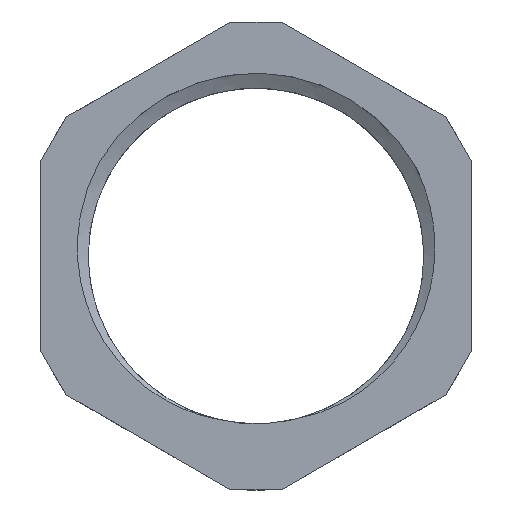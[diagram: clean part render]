
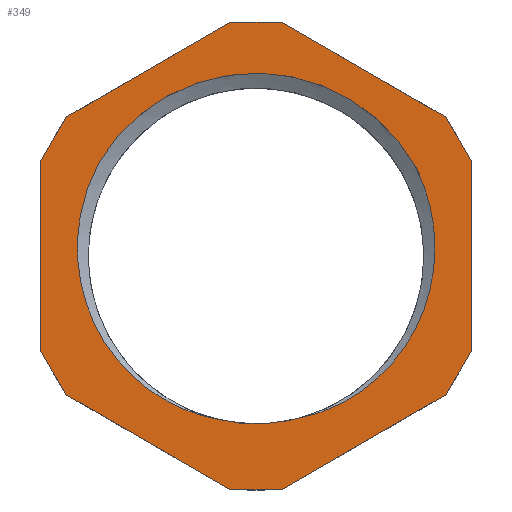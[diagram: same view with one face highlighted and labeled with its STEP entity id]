
A CAD part, top view. The second image highlights one B-rep face of the part: STEP entity #349.
In plain terms, the highlighted planar face has unit normal (0, 0, 1).
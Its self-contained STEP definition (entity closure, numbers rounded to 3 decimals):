
#17=FACE_BOUND('',#140,.T.);
#25=LINE('',#946,#49);
#28=LINE('',#956,#52);
#30=LINE('',#962,#54);
#32=LINE('',#970,#56);
#34=LINE('',#976,#58);
#36=LINE('',#984,#60);
#38=LINE('',#990,#62);
#40=LINE('',#999,#64);
#43=LINE('',#1008,#67);
#44=LINE('',#1013,#68);
#47=LINE('',#1022,#71);
#48=LINE('',#1025,#72);
#49=VECTOR('',#402,10.);
#52=VECTOR('',#407,10.);
#54=VECTOR('',#413,10.);
#56=VECTOR('',#417,10.);
#58=VECTOR('',#423,10.);
#60=VECTOR('',#427,10.);
#62=VECTOR('',#433,10.);
#64=VECTOR('',#437,10.);
#67=VECTOR('',#442,10.);
#68=VECTOR('',#447,10.);
#71=VECTOR('',#452,10.);
#72=VECTOR('',#457,10.);
#86=PLANE('',#385);
#88=CIRCLE('',#360,8.585);
#89=CIRCLE('',#362,9.346);
#118=FACE_OUTER_BOUND('',#139,.T.);
#139=EDGE_LOOP('',(#313,#314,#315,#316,#317,#318,#319,#320,#321,#322,#323,
#324));
#140=EDGE_LOOP('',(#325,#326,#327,#328));
#143=B_SPLINE_CURVE_WITH_KNOTS('',3,(#638,#639,#640,#641,#642,#643,#644,
#645,#646,#647,#648,#649,#650),.UNSPECIFIED.,.F.,.F.,(4,3,3,3,4),(-1.679,
-1.352,-0.911,-0.46,0.),
 .UNSPECIFIED.);
#148=B_SPLINE_CURVE_WITH_KNOTS('',3,(#927,#928,#929,#930,#931,#932,#933,
#934,#935,#936,#937,#938,#939),.UNSPECIFIED.,.F.,.F.,(4,3,3,3,4),(-1.676,
-1.327,-0.875,-0.432,0.),
 .UNSPECIFIED.);
#151=VERTEX_POINT('',#608);
#152=VERTEX_POINT('',#637);
#154=VERTEX_POINT('',#682);
#156=VERTEX_POINT('',#850);
#157=VERTEX_POINT('',#944);
#158=VERTEX_POINT('',#945);
#161=VERTEX_POINT('',#955);
#163=VERTEX_POINT('',#961);
#165=VERTEX_POINT('',#969);
#167=VERTEX_POINT('',#975);
#169=VERTEX_POINT('',#983);
#171=VERTEX_POINT('',#989);
#173=VERTEX_POINT('',#997);
#174=VERTEX_POINT('',#998);
#177=VERTEX_POINT('',#1011);
#178=VERTEX_POINT('',#1012);
#184=EDGE_CURVE('',#151,#152,#143,.T.);
#188=EDGE_CURVE('',#154,#151,#88,.T.);
#191=EDGE_CURVE('',#156,#154,#148,.T.);
#192=EDGE_CURVE('',#156,#152,#89,.T.);
#194=EDGE_CURVE('',#157,#158,#25,.T.);
#198=EDGE_CURVE('',#158,#161,#28,.T.);
#201=EDGE_CURVE('',#161,#163,#30,.T.);
#204=EDGE_CURVE('',#163,#165,#32,.T.);
#207=EDGE_CURVE('',#165,#167,#34,.T.);
#210=EDGE_CURVE('',#167,#169,#36,.T.);
#213=EDGE_CURVE('',#169,#171,#38,.T.);
#216=EDGE_CURVE('',#173,#174,#40,.T.);
#220=EDGE_CURVE('',#174,#157,#43,.T.);
#222=EDGE_CURVE('',#177,#178,#44,.T.);
#226=EDGE_CURVE('',#171,#177,#47,.T.);
#228=EDGE_CURVE('',#178,#173,#48,.T.);
#313=ORIENTED_EDGE('',*,*,#226,.T.);
#314=ORIENTED_EDGE('',*,*,#222,.T.);
#315=ORIENTED_EDGE('',*,*,#228,.T.);
#316=ORIENTED_EDGE('',*,*,#216,.T.);
#317=ORIENTED_EDGE('',*,*,#220,.T.);
#318=ORIENTED_EDGE('',*,*,#194,.T.);
#319=ORIENTED_EDGE('',*,*,#198,.T.);
#320=ORIENTED_EDGE('',*,*,#201,.T.);
#321=ORIENTED_EDGE('',*,*,#204,.T.);
#322=ORIENTED_EDGE('',*,*,#207,.T.);
#323=ORIENTED_EDGE('',*,*,#210,.T.);
#324=ORIENTED_EDGE('',*,*,#213,.T.);
#325=ORIENTED_EDGE('',*,*,#192,.T.);
#326=ORIENTED_EDGE('',*,*,#184,.F.);
#327=ORIENTED_EDGE('',*,*,#188,.F.);
#328=ORIENTED_EDGE('',*,*,#191,.F.);
#349=ADVANCED_FACE('',(#118,#17),#86,.T.);
#360=AXIS2_PLACEMENT_3D('',#711,#392,#393);
#362=AXIS2_PLACEMENT_3D('',#941,#396,#397);
#385=AXIS2_PLACEMENT_3D('',#1031,#466,#467);
#392=DIRECTION('center_axis',(0.,0.,1.));
#393=DIRECTION('ref_axis',(-1.,0.,0.));
#396=DIRECTION('center_axis',(0.,0.,-1.));
#397=DIRECTION('ref_axis',(-1.,0.,0.));
#402=DIRECTION('',(0.866,0.5,0.));
#407=DIRECTION('',(0.5,0.866,0.));
#413=DIRECTION('',(0.,1.,0.));
#417=DIRECTION('',(-0.5,0.866,0.));
#423=DIRECTION('',(-0.866,0.5,0.));
#427=DIRECTION('',(-1.,0.,0.));
#433=DIRECTION('',(-0.866,-0.5,0.));
#437=DIRECTION('',(0.866,-0.5,0.));
#442=DIRECTION('',(1.,0.,0.));
#447=DIRECTION('',(0.,-1.,0.));
#452=DIRECTION('',(-0.5,-0.866,0.));
#457=DIRECTION('',(0.5,-0.866,0.));
#466=DIRECTION('center_axis',(0.,0.,1.));
#467=DIRECTION('ref_axis',(1.,0.,0.));
#608=CARTESIAN_POINT('',(1.785,-8.397,2.87));
#637=CARTESIAN_POINT('',(8.19,4.502,2.87));
#638=CARTESIAN_POINT('Ctrl Pts',(1.785,-8.397,2.87));
#639=CARTESIAN_POINT('Ctrl Pts',(2.86,-8.221,2.87));
#640=CARTESIAN_POINT('Ctrl Pts',(3.896,-7.842,2.87));
#641=CARTESIAN_POINT('Ctrl Pts',(4.831,-7.283,2.87));
#642=CARTESIAN_POINT('Ctrl Pts',(6.088,-6.531,2.87));
#643=CARTESIAN_POINT('Ctrl Pts',(7.149,-5.458,2.87));
#644=CARTESIAN_POINT('Ctrl Pts',(7.893,-4.202,2.87));
#645=CARTESIAN_POINT('Ctrl Pts',(8.654,-2.917,2.87));
#646=CARTESIAN_POINT('Ctrl Pts',(9.088,-1.433,2.87));
#647=CARTESIAN_POINT('Ctrl Pts',(9.144,0.062,2.87));
#648=CARTESIAN_POINT('Ctrl Pts',(9.202,1.588,2.87));
#649=CARTESIAN_POINT('Ctrl Pts',(8.87,3.127,2.87));
#650=CARTESIAN_POINT('Ctrl Pts',(8.19,4.502,2.87));
#682=CARTESIAN_POINT('',(-2.135,-8.315,2.87));
#711=CARTESIAN_POINT('Origin',(0.,0.,2.87));
#850=CARTESIAN_POINT('',(-7.994,4.841,2.87));
#927=CARTESIAN_POINT('Ctrl Pts',(-7.994,4.842,2.87));
#928=CARTESIAN_POINT('Ctrl Pts',(-8.553,3.818,2.87));
#929=CARTESIAN_POINT('Ctrl Pts',(-8.919,2.696,2.87));
#930=CARTESIAN_POINT('Ctrl Pts',(-9.063,1.54,2.87));
#931=CARTESIAN_POINT('Ctrl Pts',(-9.25,0.045,2.87));
#932=CARTESIAN_POINT('Ctrl Pts',(-9.059,-1.495,2.87));
#933=CARTESIAN_POINT('Ctrl Pts',(-8.512,-2.893,2.87));
#934=CARTESIAN_POINT('Ctrl Pts',(-7.977,-4.261,2.87));
#935=CARTESIAN_POINT('Ctrl Pts',(-7.096,-5.499,2.87));
#936=CARTESIAN_POINT('Ctrl Pts',(-5.973,-6.447,2.87));
#937=CARTESIAN_POINT('Ctrl Pts',(-4.875,-7.373,2.87));
#938=CARTESIAN_POINT('Ctrl Pts',(-3.547,-8.024,2.87));
#939=CARTESIAN_POINT('Ctrl Pts',(-2.135,-8.315,2.87));
#941=CARTESIAN_POINT('Origin',(0.,0.,2.87));
#944=CARTESIAN_POINT('',(1.282,-11.961,2.87));
#945=CARTESIAN_POINT('',(9.718,-7.091,2.87));
#946=CARTESIAN_POINT('',(10.203,-6.811,2.87));
#955=CARTESIAN_POINT('',(11.,-4.87,2.87));
#956=CARTESIAN_POINT('',(10.679,-5.426,2.87));
#961=CARTESIAN_POINT('',(11.,4.87,2.87));
#962=CARTESIAN_POINT('',(11.,-0.56,2.87));
#969=CARTESIAN_POINT('',(9.718,7.091,2.87));
#970=CARTESIAN_POINT('',(12.632,2.043,2.87));
#975=CARTESIAN_POINT('',(1.282,11.961,2.87));
#976=CARTESIAN_POINT('',(8.579,7.749,2.87));
#983=CARTESIAN_POINT('',(-1.282,11.961,2.87));
#984=CARTESIAN_POINT('',(4.547,11.961,2.87));
#989=CARTESIAN_POINT('',(-9.718,7.091,2.87));
#990=CARTESIAN_POINT('',(-5.015,9.806,2.87));
#997=CARTESIAN_POINT('',(-9.718,-7.091,2.87));
#998=CARTESIAN_POINT('',(-1.282,-11.961,2.87));
#999=CARTESIAN_POINT('',(1.797,-13.739,2.87));
#1008=CARTESIAN_POINT('',(5.829,-11.961,2.87));
#1011=CARTESIAN_POINT('',(-11.,4.87,2.87));
#1012=CARTESIAN_POINT('',(-11.,-4.87,2.87));
#1013=CARTESIAN_POINT('',(-11.,-5.43,2.87));
#1022=CARTESIAN_POINT('',(-10.679,5.426,2.87));
#1025=CARTESIAN_POINT('',(-7.444,-11.029,2.87));
#1031=CARTESIAN_POINT('Origin',(10.376,-5.991,2.87));
